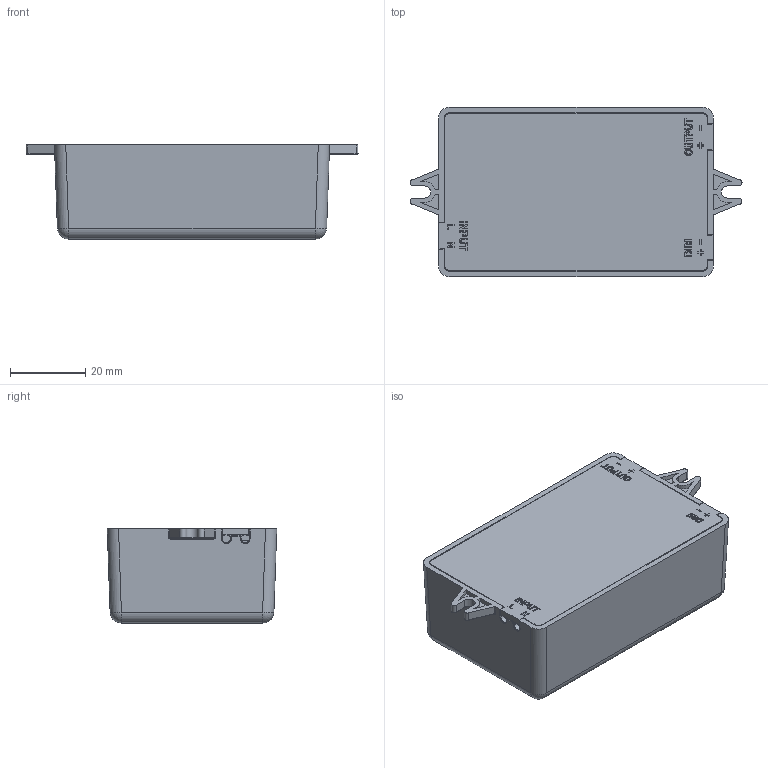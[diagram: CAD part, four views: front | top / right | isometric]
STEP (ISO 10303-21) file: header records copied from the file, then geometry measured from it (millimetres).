
FILE_DESCRIPTION((''),'2;1');
FILE_NAME('LCD36W-25_ASM','2019-02-19T',('wsenga'),(''),'PRO/ENGINEER BY PARAMETRIC TECHNOLOGY CORPORATION, 2012360','PRO/ENGINEER BY PARAMETRIC TECHNOLOGY CORPORATION, 2012360','');
FILE_SCHEMA(('CONFIG_CONTROL_DESIGN'));
Length unit declared in the file: millimetre
Products named in the file (3): MAWLCD36W-25-2A; MAWLCD36W-25-1A; LCD36W-25_ASM
Assembly tree (2 placements, depth 2):
  LCD36W-25_ASM
    MAWLCD36W-25-2A
    MAWLCD36W-25-1A
Bounding box: 88.1 x 45 x 25 mm (x, y, z)
Surface area: 24771.4 mm2 (no closed solid volume)
Topology: 0 solids, 2 shells, 505 faces, 1347 edges, 874 vertices
Faces by surface type: plane 334, cylinder 71, extrusion 66, bspline 24, torus 6, sphere 4
Entity records: 17554 total; most frequent: CARTESIAN_POINT 5394, ORIENTED_EDGE 2694, DIRECTION 2097, EDGE_CURVE 1347, VECTOR 1093, LINE 1027, VERTEX_POINT 874, EDGE_LOOP 533
